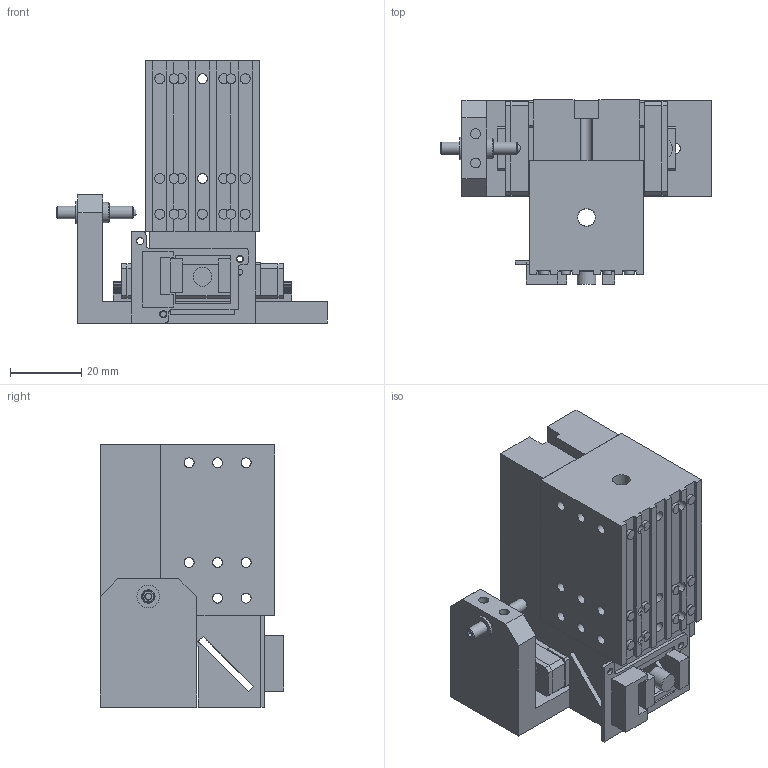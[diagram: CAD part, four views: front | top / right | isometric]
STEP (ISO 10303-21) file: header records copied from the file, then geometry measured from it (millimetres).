
FILE_DESCRIPTION(/* description */ (''),/* implementation_level */ '2;1');
FILE_NAME(/* name */ 'Assembly_XYTable_Aliepexress_cellstorm_laserslide.iam.step',/* time_stamp */ '2022-11-29T09:16:45+01:00',/* author */ ('diederichbenedict'),/* organization */ (''),/* preprocessor_version */ 'ST-DEVELOPER v18.1',/* originating_system */ 'Autodesk Inventor 2022',/* authorisation */ '');
FILE_SCHEMA (('AUTOMOTIVE_DESIGN { 1 0 10303 214 3 1 1 }'));
Products named in the file (12): Assembly_XYTable_Aliepexress_cellstorm_laserslide; 30_Cube_Z_Focus_MGN_NEMA_rail; 00_MGN12H, LINEAR GUIDE BLOCK; 00_LASER_640nm; 30_XYTabel_Aliexpress_cellSTORM_xmount; 30_XYTabel_Aliexpress_cellSTORM_lasermount; 00_KES400; 00_KES400_Bluray_Lens; 00_KES_Bluray_Magnet; 00_KES400_Lens; 00_F6SSN2P-Step; 00_F6SS088-Step
Assembly tree (11 placements, depth 3):
  Assembly_XYTable_Aliepexress_cellstorm_laserslide
    30_Cube_Z_Focus_MGN_NEMA_rail
    00_MGN12H, LINEAR GUIDE BLOCK
    00_LASER_640nm
    30_XYTabel_Aliexpress_cellSTORM_xmount
    30_XYTabel_Aliexpress_cellSTORM_lasermount
    00_KES400
      00_KES400_Bluray_Lens
      00_KES_Bluray_Magnet
      00_KES400_Lens
    00_F6SSN2P-Step
    00_F6SS088-Step
Bounding box: 75.89 x 51.65 x 73.59 mm (x, y, z)
Volume: 110564.3 mm3; surface area: 45163.3 mm2
Topology: 21 solids, 21 shells, 636 faces, 1832 edges, 1195 vertices
Faces by surface type: plane 363, cylinder 249, cone 19, sphere 5
Full cylindrical faces by diameter (mm): 1.7 x6, 2 x5, 2.383 x1, 2.5 x5, 2.8 x88, 3 x6, 3.5 x4, 3.505 x2, 4.2 x4, 4.5 x2, 5 x1, 5.194 x1, 5.2 x1, 5.297 x1, 5.702 x1, 6.35 x1, 6.5 x2, 7 x4, 12 x2
Entity records: 22321 total; most frequent: CARTESIAN_POINT 4236, DIRECTION 3777, ORIENTED_EDGE 3650, EDGE_CURVE 1825, AXIS2_PLACEMENT_3D 1334, VERTEX_POINT 1195, LINE 1109, VECTOR 1109
